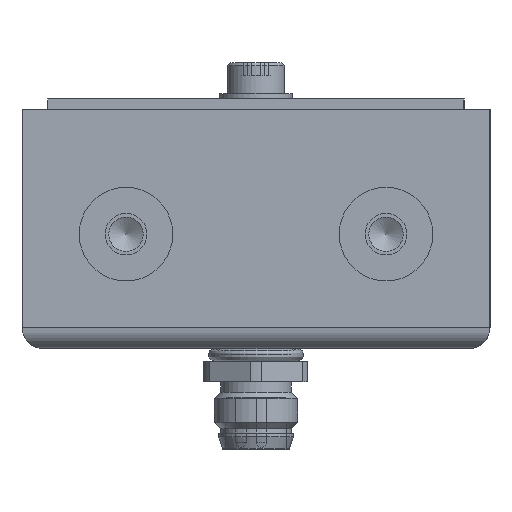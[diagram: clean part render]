
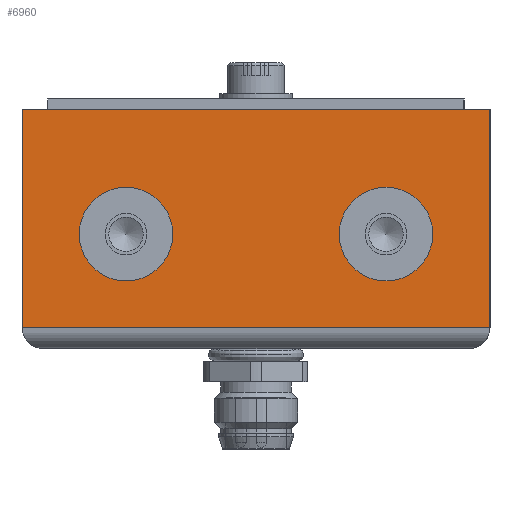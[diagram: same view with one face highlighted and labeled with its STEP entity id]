
A CAD part, left-side view. The second image highlights one B-rep face of the part: STEP entity #6960.
In plain terms, the highlighted face is planar.
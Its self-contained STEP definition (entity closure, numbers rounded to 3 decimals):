
#3117=CIRCLE('',#6553,4.5);
#3118=CIRCLE('',#6554,4.5);
#3294=ORIENTED_EDGE('',*,*,#4296,.T.);
#3295=ORIENTED_EDGE('',*,*,#4286,.F.);
#3296=ORIENTED_EDGE('',*,*,#4293,.F.);
#3297=ORIENTED_EDGE('',*,*,#4297,.F.);
#3298=ORIENTED_EDGE('',*,*,#4298,.F.);
#3299=ORIENTED_EDGE('',*,*,#4299,.F.);
#3845=VECTOR('',#5065,1.);
#3852=VECTOR('',#5074,1.);
#3855=VECTOR('',#5079,1.);
#3856=VECTOR('',#5080,1.);
#3957=LINE('',#5877,#3845);
#3964=LINE('',#5891,#3852);
#3967=LINE('',#5897,#3855);
#3968=LINE('',#5898,#3856);
#4069=VERTEX_POINT('',#5874);
#4070=VERTEX_POINT('',#5876);
#4076=VERTEX_POINT('',#5890);
#4078=VERTEX_POINT('',#5896);
#4079=VERTEX_POINT('',#5899);
#4080=VERTEX_POINT('',#5901);
#4286=EDGE_CURVE('',#4069,#4070,#3957,.T.);
#4293=EDGE_CURVE('',#4076,#4069,#3964,.T.);
#4296=EDGE_CURVE('',#4078,#4070,#3967,.T.);
#4297=EDGE_CURVE('',#4078,#4076,#3968,.T.);
#4298=EDGE_CURVE('',#4079,#4079,#3117,.T.);
#4299=EDGE_CURVE('',#4080,#4080,#3118,.T.);
#4569=EDGE_LOOP('',(#3294,#3295,#3296,#3297));
#4570=EDGE_LOOP('',(#3298));
#4571=EDGE_LOOP('',(#3299));
#4815=FACE_BOUND('',#4569,.T.);
#4816=FACE_BOUND('',#4570,.T.);
#4817=FACE_BOUND('',#4571,.T.);
#5065=DIRECTION('',(0.,45.,0.));
#5074=DIRECTION('',(0.,0.,21.));
#5077=DIRECTION('',(1.,0.,0.));
#5078=DIRECTION('',(0.,-1.,0.));
#5079=DIRECTION('',(0.,0.,21.));
#5080=DIRECTION('',(0.,-45.,0.));
#5081=DIRECTION('',(1.,0.,0.));
#5082=DIRECTION('',(0.,-4.5,0.));
#5083=DIRECTION('',(1.,0.,0.));
#5084=DIRECTION('',(0.,-4.5,0.));
#5874=CARTESIAN_POINT('',(640.,0.,23.));
#5876=CARTESIAN_POINT('',(640.,45.,23.));
#5877=CARTESIAN_POINT('',(640.,0.,23.));
#5890=CARTESIAN_POINT('',(640.,0.,2.));
#5891=CARTESIAN_POINT('',(640.,0.,2.));
#5895=CARTESIAN_POINT('',(640.,0.,0.));
#5896=CARTESIAN_POINT('',(640.,45.,2.));
#5897=CARTESIAN_POINT('',(640.,45.,2.));
#5898=CARTESIAN_POINT('',(640.,45.,2.));
#5899=CARTESIAN_POINT('',(640.,5.5,11.));
#5900=CARTESIAN_POINT('',(640.,10.,11.));
#5901=CARTESIAN_POINT('',(640.,30.5,11.));
#5902=CARTESIAN_POINT('',(640.,35.,11.));
#6552=AXIS2_PLACEMENT_3D('',#5895,#5077,#5078);
#6553=AXIS2_PLACEMENT_3D('',#5900,#5081,#5082);
#6554=AXIS2_PLACEMENT_3D('',#5902,#5083,#5084);
#6901=PLANE('',#6552);
#6960=ADVANCED_FACE('',(#4815,#4816,#4817),#6901,.T.);
